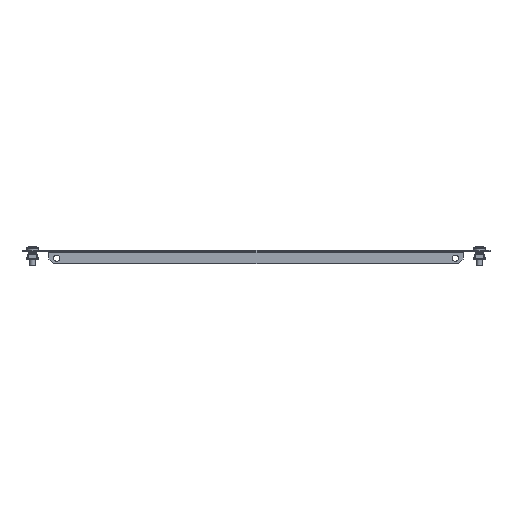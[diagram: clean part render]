
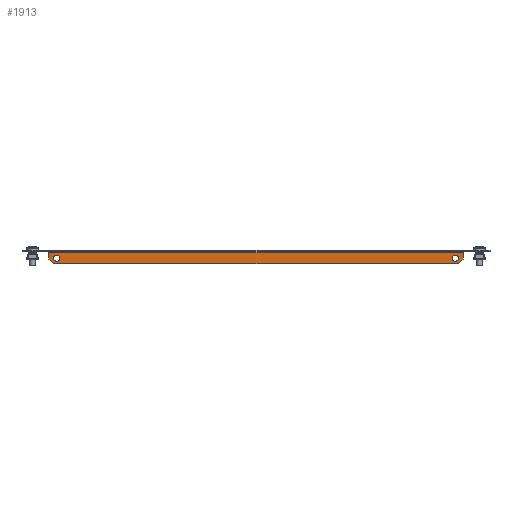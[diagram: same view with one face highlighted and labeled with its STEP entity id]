
A CAD part, front view. The second image highlights one B-rep face of the part: STEP entity #1913.
In plain terms, the highlighted planar face has unit normal (0, -1, 0).
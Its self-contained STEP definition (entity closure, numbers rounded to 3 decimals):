
#11 = CARTESIAN_POINT ( 'NONE',  ( -215., -249.5, -2. ) ) ;
#63 = CARTESIAN_POINT ( 'NONE',  ( 207., -249.5, -8. ) ) ;
#114 = CARTESIAN_POINT ( 'NONE',  ( -112., -249.5, -112. ) ) ;
#166 = AXIS2_PLACEMENT_3D ( 'NONE', #3937, #3403, #2624 ) ;
#226 = DIRECTION ( 'NONE',  ( 0., 0., 1. ) ) ;
#344 = ORIENTED_EDGE ( 'NONE', *, *, #1098, .T. ) ;
#388 = FACE_BOUND ( 'NONE', #4778, .T. ) ;
#815 = EDGE_CURVE ( 'NONE', #1112, #2596, #7974, .T. ) ;
#864 = EDGE_CURVE ( 'NONE', #5277, #6995, #1828, .T. ) ;
#952 = ORIENTED_EDGE ( 'NONE', *, *, #864, .F. ) ;
#1047 = FACE_BOUND ( 'NONE', #1702, .T. ) ;
#1098 = EDGE_CURVE ( 'NONE', #2631, #4077, #3255, .T. ) ;
#1112 = VERTEX_POINT ( 'NONE', #4611 ) ;
#1142 = VERTEX_POINT ( 'NONE', #11 ) ;
#1149 = VECTOR ( 'NONE', #5924, 1000. ) ;
#1178 = CARTESIAN_POINT ( 'NONE',  ( 215., -249.5, 0. ) ) ;
#1307 = EDGE_CURVE ( 'NONE', #8089, #8058, #8482, .T. ) ;
#1320 = CARTESIAN_POINT ( 'NONE',  ( 207., -249.5, -4.75 ) ) ;
#1433 = VECTOR ( 'NONE', #6730, 1000. ) ;
#1633 = CIRCLE ( 'NONE', #8575, 3.25 ) ;
#1695 = CARTESIAN_POINT ( 'NONE',  ( 0., -249.5, 0. ) ) ;
#1702 = EDGE_LOOP ( 'NONE', ( #5406, #8546 ) ) ;
#1734 = FACE_OUTER_BOUND ( 'NONE', #6652, .T. ) ;
#1828 = CIRCLE ( 'NONE', #166, 3.25 ) ;
#1913 = ADVANCED_FACE ( 'NONE', ( #388, #1047, #1734 ), #3028, .T. ) ;
#2025 = VECTOR ( 'NONE', #5232, 1000. ) ;
#2217 = CARTESIAN_POINT ( 'NONE',  ( -207., -249.5, -8. ) ) ;
#2254 = DIRECTION ( 'NONE',  ( 0., -1., 0. ) ) ;
#2372 = VECTOR ( 'NONE', #7168, 1000. ) ;
#2514 = AXIS2_PLACEMENT_3D ( 'NONE', #63, #5978, #7240 ) ;
#2516 = EDGE_CURVE ( 'NONE', #6995, #5277, #3073, .T. ) ;
#2596 = VERTEX_POINT ( 'NONE', #6059 ) ;
#2624 = DIRECTION ( 'NONE',  ( 0., 0., 1. ) ) ;
#2631 = VERTEX_POINT ( 'NONE', #5244 ) ;
#2638 = AXIS2_PLACEMENT_3D ( 'NONE', #1695, #2254, #5686 ) ;
#2661 = DIRECTION ( 'NONE',  ( 0., 1., 0. ) ) ;
#2689 = ORIENTED_EDGE ( 'NONE', *, *, #4505, .T. ) ;
#2704 = DIRECTION ( 'NONE',  ( 0., 0., 1. ) ) ;
#3028 = PLANE ( 'NONE',  #2638 ) ;
#3058 = CARTESIAN_POINT ( 'NONE',  ( 112., -249.5, -112. ) ) ;
#3073 = CIRCLE ( 'NONE', #2514, 3.25 ) ;
#3224 = LINE ( 'NONE', #5099, #7879 ) ;
#3255 = LINE ( 'NONE', #3058, #1149 ) ;
#3302 = CARTESIAN_POINT ( 'NONE',  ( -207., -249.5, -11.25 ) ) ;
#3403 = DIRECTION ( 'NONE',  ( 0., -1., 0. ) ) ;
#3554 = ORIENTED_EDGE ( 'NONE', *, *, #8085, .T. ) ;
#3937 = CARTESIAN_POINT ( 'NONE',  ( 207., -249.5, -8. ) ) ;
#4067 = ORIENTED_EDGE ( 'NONE', *, *, #2516, .F. ) ;
#4077 = VERTEX_POINT ( 'NONE', #6488 ) ;
#4301 = ORIENTED_EDGE ( 'NONE', *, *, #5821, .T. ) ;
#4505 = EDGE_CURVE ( 'NONE', #4077, #4582, #8559, .T. ) ;
#4527 = ORIENTED_EDGE ( 'NONE', *, *, #815, .T. ) ;
#4571 = DIRECTION ( 'NONE',  ( 0., 0., -1. ) ) ;
#4582 = VERTEX_POINT ( 'NONE', #8001 ) ;
#4611 = CARTESIAN_POINT ( 'NONE',  ( -215., -249.5, -9. ) ) ;
#4778 = EDGE_LOOP ( 'NONE', ( #4067, #952 ) ) ;
#4793 = CARTESIAN_POINT ( 'NONE',  ( -207., -249.5, -8. ) ) ;
#4875 = DIRECTION ( 'NONE',  ( 0., 1., 0. ) ) ;
#4902 = LINE ( 'NONE', #7558, #1433 ) ;
#5099 = CARTESIAN_POINT ( 'NONE',  ( -215., -249.5, 0. ) ) ;
#5142 = LINE ( 'NONE', #6586, #2025 ) ;
#5232 = DIRECTION ( 'NONE',  ( 1., 0., 0. ) ) ;
#5244 = CARTESIAN_POINT ( 'NONE',  ( 210., -249.5, -14. ) ) ;
#5277 = VERTEX_POINT ( 'NONE', #6567 ) ;
#5406 = ORIENTED_EDGE ( 'NONE', *, *, #1307, .T. ) ;
#5686 = DIRECTION ( 'NONE',  ( 0., 0., 1. ) ) ;
#5716 = ORIENTED_EDGE ( 'NONE', *, *, #8008, .T. ) ;
#5821 = EDGE_CURVE ( 'NONE', #4582, #1142, #4902, .T. ) ;
#5842 = CARTESIAN_POINT ( 'NONE',  ( -207., -249.5, -4.75 ) ) ;
#5924 = DIRECTION ( 'NONE',  ( 0.707, 0., 0.707 ) ) ;
#5978 = DIRECTION ( 'NONE',  ( 0., -1., 0. ) ) ;
#6059 = CARTESIAN_POINT ( 'NONE',  ( -210., -249.5, -14. ) ) ;
#6488 = CARTESIAN_POINT ( 'NONE',  ( 215., -249.5, -9. ) ) ;
#6567 = CARTESIAN_POINT ( 'NONE',  ( 207., -249.5, -11.25 ) ) ;
#6586 = CARTESIAN_POINT ( 'NONE',  ( 0., -249.5, -14. ) ) ;
#6652 = EDGE_LOOP ( 'NONE', ( #5716, #344, #2689, #4301, #3554, #4527 ) ) ;
#6730 = DIRECTION ( 'NONE',  ( -1., 0., 0. ) ) ;
#6831 = VECTOR ( 'NONE', #7372, 1000. ) ;
#6995 = VERTEX_POINT ( 'NONE', #1320 ) ;
#7168 = DIRECTION ( 'NONE',  ( 0., 0., 1. ) ) ;
#7240 = DIRECTION ( 'NONE',  ( 0., 0., 1. ) ) ;
#7372 = DIRECTION ( 'NONE',  ( 0.707, 0., -0.707 ) ) ;
#7388 = AXIS2_PLACEMENT_3D ( 'NONE', #2217, #4875, #226 ) ;
#7558 = CARTESIAN_POINT ( 'NONE',  ( 0., -249.5, -2. ) ) ;
#7879 = VECTOR ( 'NONE', #4571, 1000. ) ;
#7974 = LINE ( 'NONE', #114, #6831 ) ;
#8001 = CARTESIAN_POINT ( 'NONE',  ( 215., -249.5, -2. ) ) ;
#8008 = EDGE_CURVE ( 'NONE', #2596, #2631, #5142, .T. ) ;
#8058 = VERTEX_POINT ( 'NONE', #3302 ) ;
#8085 = EDGE_CURVE ( 'NONE', #1142, #1112, #3224, .T. ) ;
#8089 = VERTEX_POINT ( 'NONE', #5842 ) ;
#8117 = EDGE_CURVE ( 'NONE', #8058, #8089, #1633, .T. ) ;
#8482 = CIRCLE ( 'NONE', #7388, 3.25 ) ;
#8546 = ORIENTED_EDGE ( 'NONE', *, *, #8117, .T. ) ;
#8559 = LINE ( 'NONE', #1178, #2372 ) ;
#8575 = AXIS2_PLACEMENT_3D ( 'NONE', #4793, #2661, #2704 ) ;
